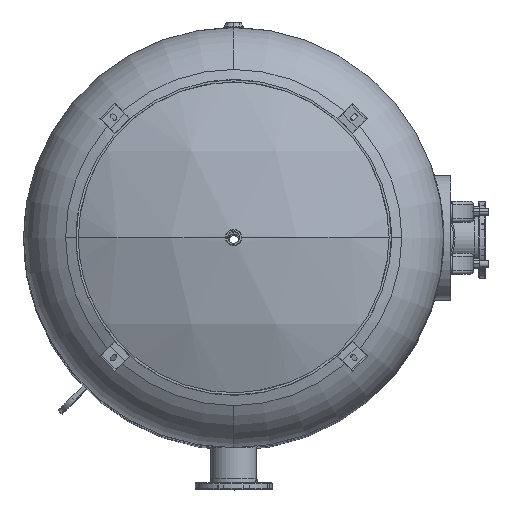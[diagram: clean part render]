
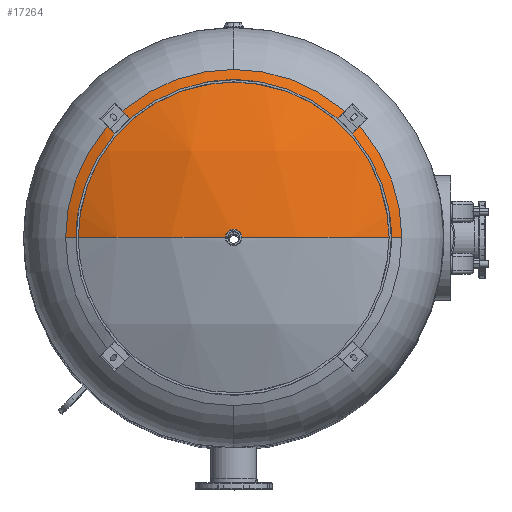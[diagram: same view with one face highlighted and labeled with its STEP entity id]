
A CAD part, top view. The second image highlights one B-rep face of the part: STEP entity #17264.
In plain terms, the highlighted spherical face has radius 1371.6 mm.
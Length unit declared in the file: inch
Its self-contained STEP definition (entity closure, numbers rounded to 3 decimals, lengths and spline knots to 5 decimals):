
#334 = EDGE_LOOP ( 'NONE', ( #16059, #16058, #16057, #16056, #16055 ) ) ;
#13371 = CARTESIAN_POINT ( 'NONE',  ( -1.065, 0., 111.8645 ) ) ;
#13376 = CARTESIAN_POINT ( 'NONE',  ( -24., 0., 106.24855 ) ) ;
#13379 = CARTESIAN_POINT ( 'NONE',  ( 0., 24., 106.24855 ) ) ;
#13383 = CARTESIAN_POINT ( 'NONE',  ( 24., 0., 106.24855 ) ) ;
#13391 = CARTESIAN_POINT ( 'NONE',  ( 1.065, 0., 111.8645 ) ) ;
#14968 = VERTEX_POINT ( 'NONE', #13371 ) ;
#14973 = VERTEX_POINT ( 'NONE', #13376 ) ;
#14976 = VERTEX_POINT ( 'NONE', #13379 ) ;
#14980 = VERTEX_POINT ( 'NONE', #13383 ) ;
#14988 = VERTEX_POINT ( 'NONE', #13391 ) ;
#16055 = ORIENTED_EDGE ( 'NONE', *, *, #17283, .F. ) ;
#16056 = ORIENTED_EDGE ( 'NONE', *, *, #17291, .F. ) ;
#16057 = ORIENTED_EDGE ( 'NONE', *, *, #17285, .T. ) ;
#16058 = ORIENTED_EDGE ( 'NONE', *, *, #17294, .F. ) ;
#16059 = ORIENTED_EDGE ( 'NONE', *, *, #17364, .F. ) ;
#17264 = ADVANCED_FACE ( 'NONE', ( #20545 ), #20546, .T. ) ;
#17283 = EDGE_CURVE ( 'NONE', #14973, #14976, #19251, .T. ) ;
#17285 = EDGE_CURVE ( 'NONE', #14988, #14980, #19253, .T. ) ;
#17291 = EDGE_CURVE ( 'NONE', #14976, #14980, #19259, .T. ) ;
#17294 = EDGE_CURVE ( 'NONE', #14988, #14968, #19260, .T. ) ;
#17364 = EDGE_CURVE ( 'NONE', #14968, #14973, #19321, .T. ) ;
#19229 = AXIS2_PLACEMENT_3D ( 'NONE', #20541, #20548, #20549 ) ;
#19251 = CIRCLE ( 'NONE', #19254, 24. ) ;
#19253 = CIRCLE ( 'NONE', #19256, 54. ) ;
#19254 = AXIS2_PLACEMENT_3D ( 'NONE', #21617, #21618, #21619 ) ;
#19256 = AXIS2_PLACEMENT_3D ( 'NONE', #21620, #21621, #21622 ) ;
#19259 = CIRCLE ( 'NONE', #19261, 24. ) ;
#19260 = CIRCLE ( 'NONE', #19263, 1.065 ) ;
#19261 = AXIS2_PLACEMENT_3D ( 'NONE', #21628, #21629, #21630 ) ;
#19263 = AXIS2_PLACEMENT_3D ( 'NONE', #21631, #21632, #21633 ) ;
#19321 = CIRCLE ( 'NONE', #19324, 54. ) ;
#19324 = AXIS2_PLACEMENT_3D ( 'NONE', #21732, #21733, #21734 ) ;
#20541 = CARTESIAN_POINT ( 'NONE',  ( 0., 0., 57.875 ) ) ;
#20545 = FACE_OUTER_BOUND ( 'NONE', #334, .T. ) ;
#20546 = SPHERICAL_SURFACE ( 'NONE', #19229, 54. ) ;
#20548 = DIRECTION ( 'NONE',  ( 0., -1., 0. ) ) ;
#20549 = DIRECTION ( 'NONE',  ( 1., 0., 0. ) ) ;
#21617 = CARTESIAN_POINT ( 'NONE',  ( 0., 0., 106.24855 ) ) ;
#21618 = DIRECTION ( 'NONE',  ( 0., 0., -1. ) ) ;
#21619 = DIRECTION ( 'NONE',  ( 0., 1., 0. ) ) ;
#21620 = CARTESIAN_POINT ( 'NONE',  ( 0., 0., 57.875 ) ) ;
#21621 = DIRECTION ( 'NONE',  ( 0., 1., 0. ) ) ;
#21622 = DIRECTION ( 'NONE',  ( 0., 0., 1. ) ) ;
#21628 = CARTESIAN_POINT ( 'NONE',  ( 0., 0., 106.24855 ) ) ;
#21629 = DIRECTION ( 'NONE',  ( 0., 0., -1. ) ) ;
#21630 = DIRECTION ( 'NONE',  ( 0., 1., 0. ) ) ;
#21631 = CARTESIAN_POINT ( 'NONE',  ( 0., 0., 111.8645 ) ) ;
#21632 = DIRECTION ( 'NONE',  ( 0., 0., 1. ) ) ;
#21633 = DIRECTION ( 'NONE',  ( -1., 0., 0. ) ) ;
#21732 = CARTESIAN_POINT ( 'NONE',  ( 0., 0., 57.875 ) ) ;
#21733 = DIRECTION ( 'NONE',  ( 0., -1., 0. ) ) ;
#21734 = DIRECTION ( 'NONE',  ( 0., 0., -1. ) ) ;
